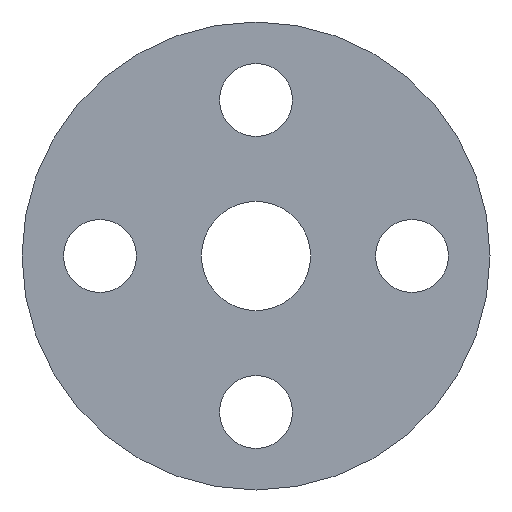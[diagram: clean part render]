
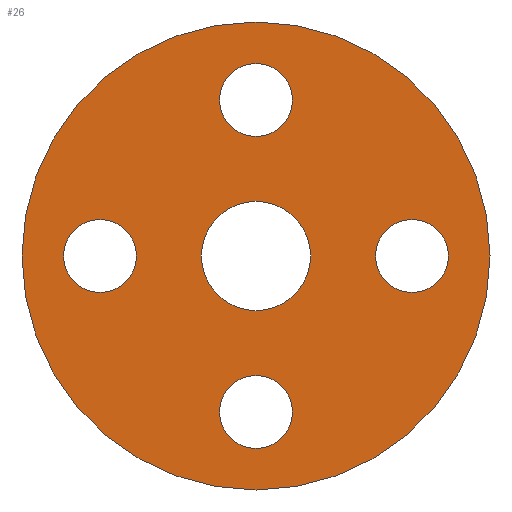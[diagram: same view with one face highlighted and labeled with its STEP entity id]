
A CAD part, front view. The second image highlights one B-rep face of the part: STEP entity #26.
In plain terms, the highlighted planar face has unit normal (0, -1, 0).
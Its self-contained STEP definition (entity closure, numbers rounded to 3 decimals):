
#5 = EDGE_CURVE ( 'NONE', #426, #150, #521, .T. ) ;
#7 = EDGE_LOOP ( 'NONE', ( #340, #298 ) ) ;
#10 = DIRECTION ( 'NONE',  ( 0., 0., -1. ) ) ;
#11 = EDGE_LOOP ( 'NONE', ( #278, #285 ) ) ;
#20 = CARTESIAN_POINT ( 'NONE',  ( 0., 0., -45. ) ) ;
#26 = ADVANCED_FACE ( 'NONE', ( #56, #245, #294, #552, #428, #329 ), #483, .T. ) ;
#29 = CARTESIAN_POINT ( 'NONE',  ( 0., 0., -23. ) ) ;
#38 = EDGE_CURVE ( 'NONE', #554, #335, #321, .T. ) ;
#46 = AXIS2_PLACEMENT_3D ( 'NONE', #258, #311, #405 ) ;
#48 = CARTESIAN_POINT ( 'NONE',  ( 30., 0., -7. ) ) ;
#56 = FACE_BOUND ( 'NONE', #557, .T. ) ;
#78 = AXIS2_PLACEMENT_3D ( 'NONE', #125, #91, #273 ) ;
#85 = CIRCLE ( 'NONE', #493, 10.5 ) ;
#89 = CARTESIAN_POINT ( 'NONE',  ( 0., 0., 0. ) ) ;
#91 = DIRECTION ( 'NONE',  ( 0., -1., 0. ) ) ;
#98 = ORIENTED_EDGE ( 'NONE', *, *, #479, .F. ) ;
#99 = CIRCLE ( 'NONE', #362, 7. ) ;
#108 = ORIENTED_EDGE ( 'NONE', *, *, #346, .F. ) ;
#112 = EDGE_CURVE ( 'NONE', #570, #148, #372, .T. ) ;
#122 = CARTESIAN_POINT ( 'NONE',  ( 0., 0., 0. ) ) ;
#124 = CARTESIAN_POINT ( 'NONE',  ( 0., 0., -37. ) ) ;
#125 = CARTESIAN_POINT ( 'NONE',  ( 0., 0., -30. ) ) ;
#137 = DIRECTION ( 'NONE',  ( 0., -1., 0. ) ) ;
#145 = DIRECTION ( 'NONE',  ( 0., 0., 1. ) ) ;
#148 = VERTEX_POINT ( 'NONE', #513 ) ;
#150 = VERTEX_POINT ( 'NONE', #48 ) ;
#153 = DIRECTION ( 'NONE',  ( 0., -1., 0. ) ) ;
#154 = CARTESIAN_POINT ( 'NONE',  ( 0., 0., -10.5 ) ) ;
#178 = CARTESIAN_POINT ( 'NONE',  ( 0., 0., 30. ) ) ;
#181 = DIRECTION ( 'NONE',  ( 0., -1., 0. ) ) ;
#198 = ORIENTED_EDGE ( 'NONE', *, *, #556, .F. ) ;
#199 = AXIS2_PLACEMENT_3D ( 'NONE', #122, #355, #254 ) ;
#204 = DIRECTION ( 'NONE',  ( 0., 0., 1. ) ) ;
#206 = AXIS2_PLACEMENT_3D ( 'NONE', #347, #585, #204 ) ;
#219 = CARTESIAN_POINT ( 'NONE',  ( 30., 0., 7. ) ) ;
#226 = AXIS2_PLACEMENT_3D ( 'NONE', #289, #561, #145 ) ;
#235 = CIRCLE ( 'NONE', #297, 7. ) ;
#236 = CARTESIAN_POINT ( 'NONE',  ( 0., 0., 45. ) ) ;
#237 = ORIENTED_EDGE ( 'NONE', *, *, #112, .F. ) ;
#239 = EDGE_CURVE ( 'NONE', #148, #570, #406, .T. ) ;
#241 = VERTEX_POINT ( 'NONE', #124 ) ;
#245 = FACE_BOUND ( 'NONE', #327, .T. ) ;
#253 = ORIENTED_EDGE ( 'NONE', *, *, #459, .F. ) ;
#254 = DIRECTION ( 'NONE',  ( 0., 0., 1. ) ) ;
#258 = CARTESIAN_POINT ( 'NONE',  ( -30., 0., 0. ) ) ;
#259 = AXIS2_PLACEMENT_3D ( 'NONE', #178, #460, #589 ) ;
#273 = DIRECTION ( 'NONE',  ( 0., 0., -1. ) ) ;
#278 = ORIENTED_EDGE ( 'NONE', *, *, #341, .F. ) ;
#281 = EDGE_CURVE ( 'NONE', #376, #563, #299, .T. ) ;
#284 = EDGE_LOOP ( 'NONE', ( #237, #522 ) ) ;
#285 = ORIENTED_EDGE ( 'NONE', *, *, #38, .F. ) ;
#289 = CARTESIAN_POINT ( 'NONE',  ( 0., 0., 0. ) ) ;
#293 = VERTEX_POINT ( 'NONE', #588 ) ;
#294 = FACE_BOUND ( 'NONE', #330, .T. ) ;
#295 = DIRECTION ( 'NONE',  ( 0., 0., -1. ) ) ;
#297 = AXIS2_PLACEMENT_3D ( 'NONE', #498, #462, #412 ) ;
#298 = ORIENTED_EDGE ( 'NONE', *, *, #499, .T. ) ;
#299 = CIRCLE ( 'NONE', #199, 10.5 ) ;
#300 = CARTESIAN_POINT ( 'NONE',  ( 0., 0., 45. ) ) ;
#311 = DIRECTION ( 'NONE',  ( 0., -1., 0. ) ) ;
#318 = DIRECTION ( 'NONE',  ( 0., 0., 1. ) ) ;
#320 = CIRCLE ( 'NONE', #78, 7. ) ;
#321 = CIRCLE ( 'NONE', #226, 45. ) ;
#327 = EDGE_LOOP ( 'NONE', ( #108, #558 ) ) ;
#329 = FACE_OUTER_BOUND ( 'NONE', #11, .T. ) ;
#330 = EDGE_LOOP ( 'NONE', ( #98, #253 ) ) ;
#334 = CARTESIAN_POINT ( 'NONE',  ( 30., 0., 0. ) ) ;
#335 = VERTEX_POINT ( 'NONE', #300 ) ;
#337 = VERTEX_POINT ( 'NONE', #29 ) ;
#338 = CARTESIAN_POINT ( 'NONE',  ( 0., 0., 23. ) ) ;
#340 = ORIENTED_EDGE ( 'NONE', *, *, #281, .T. ) ;
#341 = EDGE_CURVE ( 'NONE', #335, #554, #382, .T. ) ;
#346 = EDGE_CURVE ( 'NONE', #150, #426, #99, .T. ) ;
#347 = CARTESIAN_POINT ( 'NONE',  ( 0., 0., 0. ) ) ;
#348 = CARTESIAN_POINT ( 'NONE',  ( 0., 0., -30. ) ) ;
#355 = DIRECTION ( 'NONE',  ( 0., 1., 0. ) ) ;
#362 = AXIS2_PLACEMENT_3D ( 'NONE', #395, #583, #578 ) ;
#372 = CIRCLE ( 'NONE', #586, 7. ) ;
#376 = VERTEX_POINT ( 'NONE', #581 ) ;
#378 = ORIENTED_EDGE ( 'NONE', *, *, #504, .F. ) ;
#382 = CIRCLE ( 'NONE', #206, 45. ) ;
#395 = CARTESIAN_POINT ( 'NONE',  ( 30., 0., 0. ) ) ;
#396 = CARTESIAN_POINT ( 'NONE',  ( -30., 0., -7. ) ) ;
#405 = DIRECTION ( 'NONE',  ( 0., 0., -1. ) ) ;
#406 = CIRCLE ( 'NONE', #46, 7. ) ;
#412 = DIRECTION ( 'NONE',  ( 0., 0., -1. ) ) ;
#416 = AXIS2_PLACEMENT_3D ( 'NONE', #236, #153, #10 ) ;
#417 = AXIS2_PLACEMENT_3D ( 'NONE', #334, #137, #566 ) ;
#426 = VERTEX_POINT ( 'NONE', #219 ) ;
#428 = FACE_BOUND ( 'NONE', #7, .T. ) ;
#437 = AXIS2_PLACEMENT_3D ( 'NONE', #348, #568, #295 ) ;
#459 = EDGE_CURVE ( 'NONE', #293, #519, #500, .T. ) ;
#460 = DIRECTION ( 'NONE',  ( 0., -1., 0. ) ) ;
#462 = DIRECTION ( 'NONE',  ( 0., -1., 0. ) ) ;
#469 = CARTESIAN_POINT ( 'NONE',  ( -30., 0., 0. ) ) ;
#473 = CIRCLE ( 'NONE', #437, 7. ) ;
#479 = EDGE_CURVE ( 'NONE', #519, #293, #235, .T. ) ;
#483 = PLANE ( 'NONE',  #416 ) ;
#493 = AXIS2_PLACEMENT_3D ( 'NONE', #89, #591, #318 ) ;
#498 = CARTESIAN_POINT ( 'NONE',  ( 0., 0., 30. ) ) ;
#499 = EDGE_CURVE ( 'NONE', #563, #376, #85, .T. ) ;
#500 = CIRCLE ( 'NONE', #259, 7. ) ;
#504 = EDGE_CURVE ( 'NONE', #337, #241, #320, .T. ) ;
#513 = CARTESIAN_POINT ( 'NONE',  ( -30., 0., 7. ) ) ;
#519 = VERTEX_POINT ( 'NONE', #338 ) ;
#521 = CIRCLE ( 'NONE', #417, 7. ) ;
#522 = ORIENTED_EDGE ( 'NONE', *, *, #239, .F. ) ;
#552 = FACE_BOUND ( 'NONE', #284, .T. ) ;
#554 = VERTEX_POINT ( 'NONE', #20 ) ;
#555 = DIRECTION ( 'NONE',  ( 0., 0., -1. ) ) ;
#556 = EDGE_CURVE ( 'NONE', #241, #337, #473, .T. ) ;
#557 = EDGE_LOOP ( 'NONE', ( #198, #378 ) ) ;
#558 = ORIENTED_EDGE ( 'NONE', *, *, #5, .F. ) ;
#561 = DIRECTION ( 'NONE',  ( 0., 1., 0. ) ) ;
#563 = VERTEX_POINT ( 'NONE', #154 ) ;
#566 = DIRECTION ( 'NONE',  ( 0., 0., -1. ) ) ;
#568 = DIRECTION ( 'NONE',  ( 0., -1., 0. ) ) ;
#570 = VERTEX_POINT ( 'NONE', #396 ) ;
#578 = DIRECTION ( 'NONE',  ( 0., 0., -1. ) ) ;
#581 = CARTESIAN_POINT ( 'NONE',  ( 0., 0., 10.5 ) ) ;
#583 = DIRECTION ( 'NONE',  ( 0., -1., 0. ) ) ;
#585 = DIRECTION ( 'NONE',  ( 0., 1., 0. ) ) ;
#586 = AXIS2_PLACEMENT_3D ( 'NONE', #469, #181, #555 ) ;
#588 = CARTESIAN_POINT ( 'NONE',  ( 0., 0., 37. ) ) ;
#589 = DIRECTION ( 'NONE',  ( 0., 0., -1. ) ) ;
#591 = DIRECTION ( 'NONE',  ( 0., 1., 0. ) ) ;
